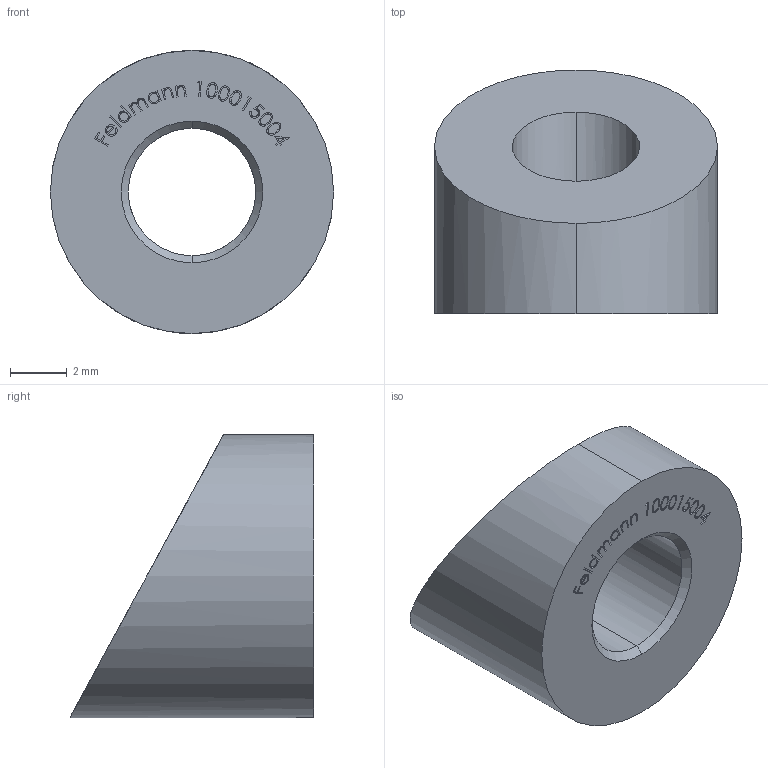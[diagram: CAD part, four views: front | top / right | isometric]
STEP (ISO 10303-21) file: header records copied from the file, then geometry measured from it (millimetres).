
FILE_DESCRIPTION (( 'STEP AP203' ), '1' );
FILE_NAME ('100015004.STEP', '2018-03-16T07:25:22', ( '' ), ( '' ), 'SwSTEP 2.0', 'SolidWorks 2015', '' );
FILE_SCHEMA (( 'CONFIG_CONTROL_DESIGN' ));
Length unit declared in the file: millimetre
Products named in the file (1): 100015004
Bounding box: 10 x 8.61 x 10 mm (x, y, z)
Volume: 369 mm3; surface area: 404.6 mm2
Topology: 1 solids, 1 shells, 220 faces, 574 edges, 382 vertices
Faces by surface type: plane 113, bspline 101, cylinder 4, cone 2
Entity records: 13099 total; most frequent: CARTESIAN_POINT 8306, ORIENTED_EDGE 1148, DIRECTION 614, EDGE_CURVE 574, VERTEX_POINT 382, VECTOR 362, LINE 362, EDGE_LOOP 248
